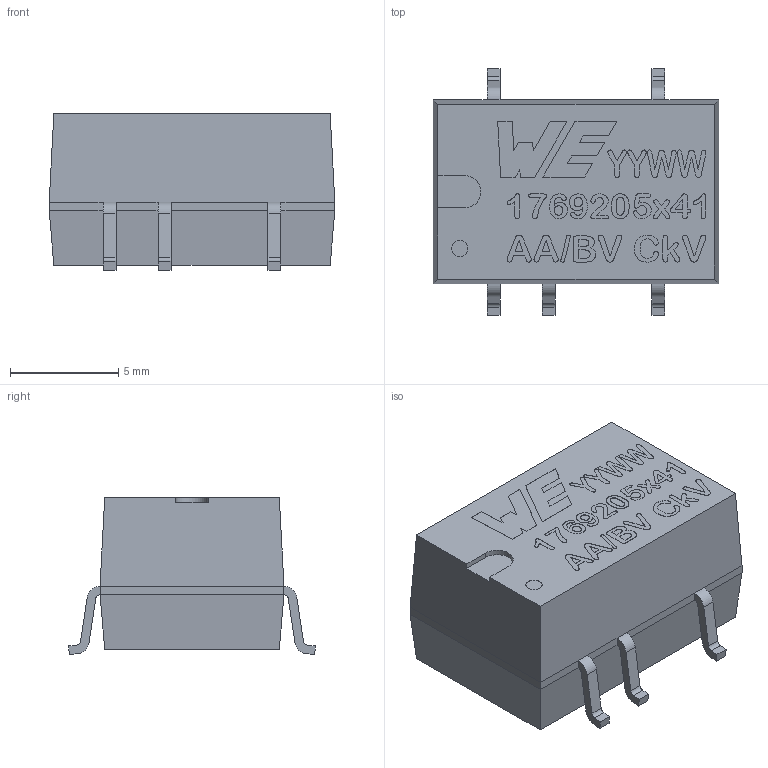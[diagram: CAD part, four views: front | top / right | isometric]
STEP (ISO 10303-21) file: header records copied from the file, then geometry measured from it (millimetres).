
FILE_DESCRIPTION(/* description */ ('Unknown'),/* implementation_level */ '2;1');
FILE_NAME(/* name */ '1769205141',/* time_stamp */ '2022-01-25T13:30:35+01:00',/* author */ ('Unknown'),/* organization */ ('Unknown'),/* preprocessor_version */ 'ST-DEVELOPER v16.7',/* originating_system */ 'Solid Edge',/* authorisation */ 'Unknown');
FILE_SCHEMA (('AUTOMOTIVE_DESIGN {1 0 10303 214 3 1 1}'));
Products named in the file (3): 1769205141; Body; Pins
Assembly tree (2 placements, depth 2):
  1769205141
    Body
    Pins
Bounding box: 13.2 x 11.4 x 7.25 mm (x, y, z)
Volume: 758.5 mm3; surface area: 627.4 mm2
Topology: 4 solids, 4 shells, 2473 faces, 7291 edges, 4855 vertices
Faces by surface type: plane 2451, cylinder 22
Full cylindrical faces by diameter (mm): 0.75 x1
Entity records: 97632 total; most frequent: CARTESIAN_POINT 14619, ORIENTED_EDGE 14578, DIRECTION 12285, EDGE_CURVE 7289, LINE 7245, VECTOR 7245, VERTEX_POINT 4854, AXIS2_PLACEMENT_3D 2520
